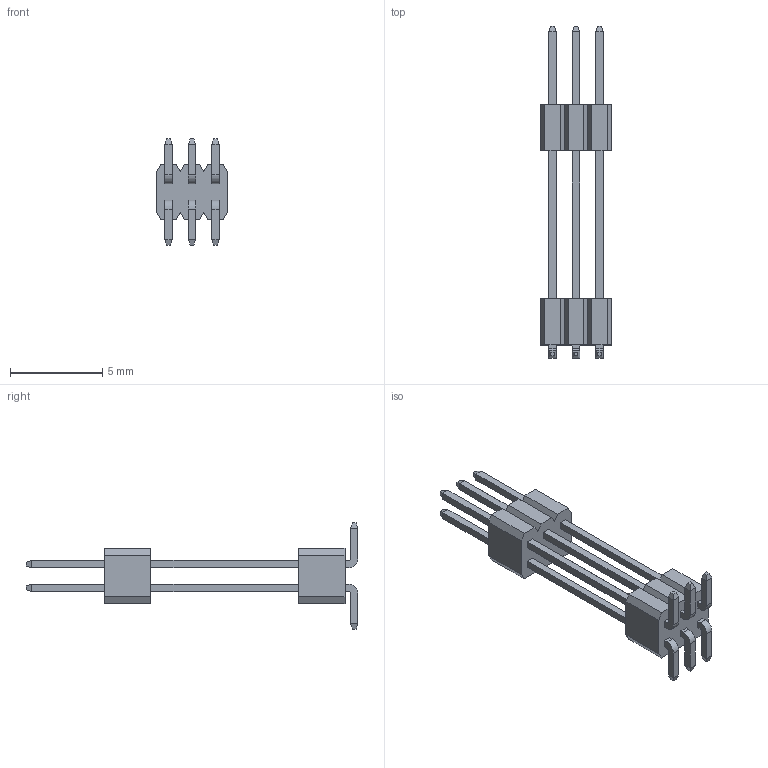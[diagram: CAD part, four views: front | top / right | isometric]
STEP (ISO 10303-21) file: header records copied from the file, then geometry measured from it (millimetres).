
FILE_DESCRIPTION((''),'2;1');
FILE_NAME('FPH12748-D06S1014121021M','2023-05-22T',('工程三'),(''),'PRO/ENGINEER BY PARAMETRIC TECHNOLOGY CORPORATION, 2010280','PRO/ENGINEER BY PARAMETRIC TECHNOLOGY CORPORATION, 2010280','');
FILE_SCHEMA(('CONFIG_CONTROL_DESIGN'));
Length unit declared in the file: millimetre
Products named in the file (1): FPH12748-D06S1014121021M
Bounding box: 3.81 x 17.95 x 5.75 mm (x, y, z)
Volume: 68.5 mm3; surface area: 255.5 mm2
Topology: 1 solids, 1 shells, 200 faces, 504 edges, 320 vertices
Faces by surface type: plane 188, cylinder 12
Entity records: 5886 total; most frequent: CARTESIAN_POINT 1024, ORIENTED_EDGE 1008, DIRECTION 928, EDGE_CURVE 504, VECTOR 480, LINE 480, VERTEX_POINT 320, AXIS2_PLACEMENT_3D 224
